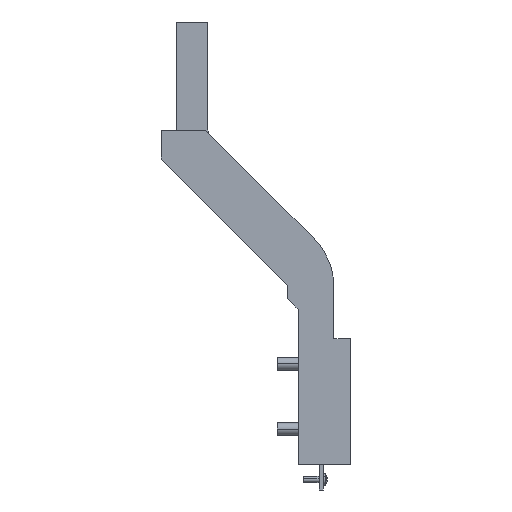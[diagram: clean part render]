
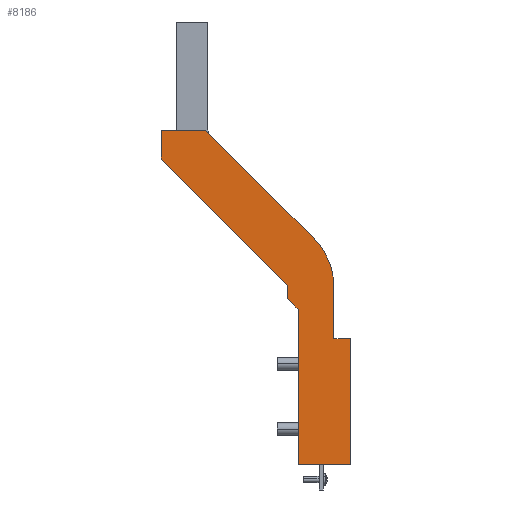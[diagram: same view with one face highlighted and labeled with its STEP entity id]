
A CAD part, left-side view. The second image highlights one B-rep face of the part: STEP entity #8186.
In plain terms, the highlighted planar face has unit normal (-1, 0, 0).
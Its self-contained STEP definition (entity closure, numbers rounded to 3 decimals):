
#7652=AXIS2_PLACEMENT_3D('Circle Axis2P3D',#7650,#7651,$) ;
#8158=AXIS2_PLACEMENT_3D('Plane Axis2P3D',#8155,#8156,#8157) ;
#7228=CARTESIAN_POINT('Vertex',(-94.642,-92.,201.5)) ;
#7231=CARTESIAN_POINT('Line Origine',(-94.642,-92.,238.5)) ;
#7235=CARTESIAN_POINT('Vertex',(-94.642,-92.,275.5)) ;
#7525=CARTESIAN_POINT('Vertex',(-94.642,-117.,201.5)) ;
#7528=CARTESIAN_POINT('Line Origine',(-94.642,-104.5,201.5)) ;
#7600=CARTESIAN_POINT('Vertex',(-94.642,-48.,360.5)) ;
#7605=CARTESIAN_POINT('Line Origine',(-94.642,-73.814,334.686)) ;
#7609=CARTESIAN_POINT('Vertex',(-94.642,-99.627,308.873)) ;
#7650=CARTESIAN_POINT('Axis2P3D Location',(-94.642,-77.,286.245)) ;
#7654=CARTESIAN_POINT('Vertex',(-94.642,-109.,286.245)) ;
#7674=CARTESIAN_POINT('Line Origine',(-94.642,-109.,273.873)) ;
#7678=CARTESIAN_POINT('Vertex',(-94.642,-109.,261.5)) ;
#7698=CARTESIAN_POINT('Line Origine',(-94.642,-113.,261.5)) ;
#7702=CARTESIAN_POINT('Vertex',(-94.642,-117.,261.5)) ;
#7722=CARTESIAN_POINT('Line Origine',(-94.642,-117.,231.5)) ;
#8077=CARTESIAN_POINT('Line Origine',(-94.642,-89.5,278.)) ;
#8081=CARTESIAN_POINT('Vertex',(-94.642,-87.,280.5)) ;
#8103=CARTESIAN_POINT('Line Origine',(-94.642,-87.,283.676)) ;
#8107=CARTESIAN_POINT('Vertex',(-94.642,-87.,286.852)) ;
#8129=CARTESIAN_POINT('Line Origine',(-94.642,-57.,316.852)) ;
#8133=CARTESIAN_POINT('Vertex',(-94.642,-27.,346.852)) ;
#8155=CARTESIAN_POINT('Axis2P3D Location',(-94.642,-92.,269.5)) ;
#8160=CARTESIAN_POINT('Line Origine',(-94.642,-37.5,360.5)) ;
#8164=CARTESIAN_POINT('Vertex',(-94.642,-27.,360.5)) ;
#8167=CARTESIAN_POINT('Line Origine',(-94.642,-27.,353.676)) ;
#7232=DIRECTION('Vector Direction',(0.,0.,1.)) ;
#7529=DIRECTION('Vector Direction',(0.,1.,0.)) ;
#7606=DIRECTION('Vector Direction',(0.,-0.707,-0.707)) ;
#7651=DIRECTION('Axis2P3D Direction',(1.,0.,0.)) ;
#7675=DIRECTION('Vector Direction',(0.,0.,-1.)) ;
#7699=DIRECTION('Vector Direction',(0.,-1.,0.)) ;
#7723=DIRECTION('Vector Direction',(0.,0.,-1.)) ;
#8078=DIRECTION('Vector Direction',(0.,0.707,0.707)) ;
#8104=DIRECTION('Vector Direction',(0.,0.,1.)) ;
#8130=DIRECTION('Vector Direction',(0.,0.707,0.707)) ;
#8156=DIRECTION('Axis2P3D Direction',(1.,0.,0.)) ;
#8157=DIRECTION('Axis2P3D XDirection',(0.,1.,0.)) ;
#8161=DIRECTION('Vector Direction',(0.,1.,0.)) ;
#8168=DIRECTION('Vector Direction',(0.,0.,1.)) ;
#7233=VECTOR('Line Direction',#7232,1.) ;
#7530=VECTOR('Line Direction',#7529,1.) ;
#7607=VECTOR('Line Direction',#7606,1.) ;
#7676=VECTOR('Line Direction',#7675,1.) ;
#7700=VECTOR('Line Direction',#7699,1.) ;
#7724=VECTOR('Line Direction',#7723,1.) ;
#8079=VECTOR('Line Direction',#8078,1.) ;
#8105=VECTOR('Line Direction',#8104,1.) ;
#8131=VECTOR('Line Direction',#8130,1.) ;
#8162=VECTOR('Line Direction',#8161,1.) ;
#8169=VECTOR('Line Direction',#8168,1.) ;
#8173=ORIENTED_EDGE('',*,*,#7237,.F.) ;
#8174=ORIENTED_EDGE('',*,*,#7532,.F.) ;
#8175=ORIENTED_EDGE('',*,*,#7726,.F.) ;
#8176=ORIENTED_EDGE('',*,*,#7704,.F.) ;
#8177=ORIENTED_EDGE('',*,*,#7680,.F.) ;
#8178=ORIENTED_EDGE('',*,*,#7656,.F.) ;
#8179=ORIENTED_EDGE('',*,*,#7611,.F.) ;
#8180=ORIENTED_EDGE('',*,*,#8166,.F.) ;
#8181=ORIENTED_EDGE('',*,*,#8171,.F.) ;
#8182=ORIENTED_EDGE('',*,*,#8135,.F.) ;
#8183=ORIENTED_EDGE('',*,*,#8109,.F.) ;
#8184=ORIENTED_EDGE('',*,*,#8083,.F.) ;
#8186=ADVANCED_FACE('RA4762001_1PA_001_02_PROTEZIONE_TERMINALE_ANTERIORE',(#8185),#8159,.F.) ;
#7653=CIRCLE('generated circle',#7652,32.) ;
#7237=EDGE_CURVE('',#7229,#7236,#7234,.T.) ;
#7532=EDGE_CURVE('',#7526,#7229,#7531,.T.) ;
#7611=EDGE_CURVE('',#7601,#7610,#7608,.T.) ;
#7656=EDGE_CURVE('',#7610,#7655,#7653,.T.) ;
#7680=EDGE_CURVE('',#7655,#7679,#7677,.T.) ;
#7704=EDGE_CURVE('',#7679,#7703,#7701,.T.) ;
#7726=EDGE_CURVE('',#7703,#7526,#7725,.T.) ;
#8083=EDGE_CURVE('',#7236,#8082,#8080,.T.) ;
#8109=EDGE_CURVE('',#8082,#8108,#8106,.T.) ;
#8135=EDGE_CURVE('',#8108,#8134,#8132,.T.) ;
#8166=EDGE_CURVE('',#8165,#7601,#8163,.F.) ;
#8171=EDGE_CURVE('',#8134,#8165,#8170,.T.) ;
#8172=EDGE_LOOP('',(#8173,#8174,#8175,#8176,#8177,#8178,#8179,#8180,#8181,#8182,#8183,#8184)) ;
#8185=FACE_OUTER_BOUND('',#8172,.T.) ;
#7234=LINE('Line',#7231,#7233) ;
#7531=LINE('Line',#7528,#7530) ;
#7608=LINE('Line',#7605,#7607) ;
#7677=LINE('Line',#7674,#7676) ;
#7701=LINE('Line',#7698,#7700) ;
#7725=LINE('Line',#7722,#7724) ;
#8080=LINE('Line',#8077,#8079) ;
#8106=LINE('Line',#8103,#8105) ;
#8132=LINE('Line',#8129,#8131) ;
#8163=LINE('Line',#8160,#8162) ;
#8170=LINE('Line',#8167,#8169) ;
#8159=PLANE('',#8158) ;
#7229=VERTEX_POINT('',#7228) ;
#7236=VERTEX_POINT('',#7235) ;
#7526=VERTEX_POINT('',#7525) ;
#7601=VERTEX_POINT('',#7600) ;
#7610=VERTEX_POINT('',#7609) ;
#7655=VERTEX_POINT('',#7654) ;
#7679=VERTEX_POINT('',#7678) ;
#7703=VERTEX_POINT('',#7702) ;
#8082=VERTEX_POINT('',#8081) ;
#8108=VERTEX_POINT('',#8107) ;
#8134=VERTEX_POINT('',#8133) ;
#8165=VERTEX_POINT('',#8164) ;
